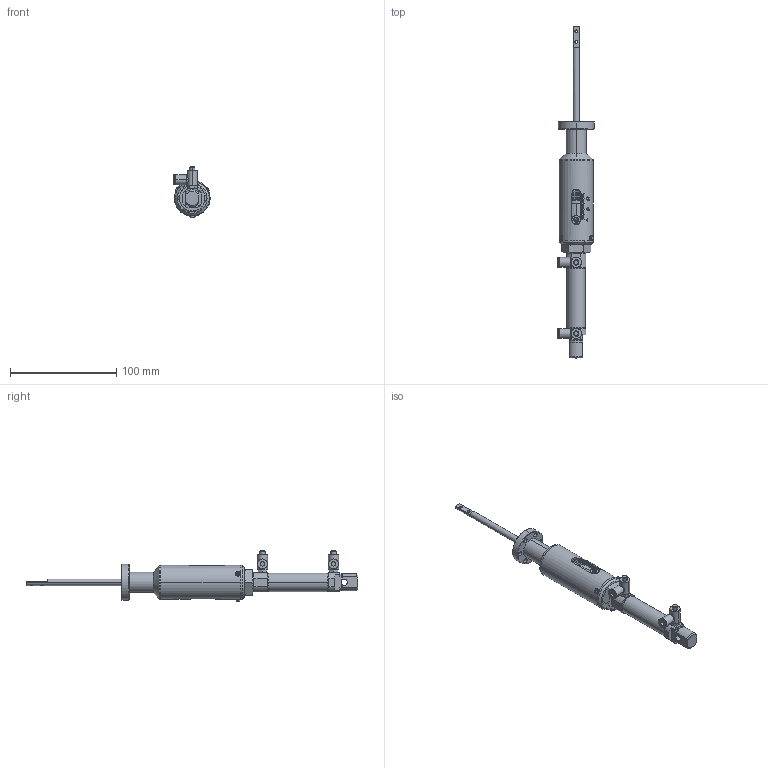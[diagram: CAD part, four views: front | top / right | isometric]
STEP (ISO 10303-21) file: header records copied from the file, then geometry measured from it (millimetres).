
FILE_DESCRIPTION (( 'STEP AP214' ), '1' );
FILE_NAME ('612-LD25-PM-C16-04.STEP', '2020-01-27T12:31:29', ( '' ), ( '' ), 'SwSTEP 2.0', 'SolidWorks 2017', '' );
FILE_SCHEMA (( 'AUTOMOTIVE_DESIGN' ));
Length unit declared in the file: millimetre
Products named in the file (20): 9612-PM-ANS-M5-REGEL; 9453-EWB-14-26_expand.; ISO 1207 - M2 x 5 --- 5C_ISO 1207 - M2 x 5 --- 5C; 9453-EWB-14-26-X_9453-EWB-14-26-25; 906-XFM-X-X_906-XFM-06-10; Zylinderschraube mit Innensechskant DIN 912_DIN 912 M2.5 x 8 --- 8N; 9612-LD-22; 9612-PM-CYL16-X-STD_Varia25; 9612-CLD-21-X_9612-CLD-21-25; Washer DIN 125 - A 2.2_Washer DIN 125 - A 2.2; 9612-LD-4D-X_9612-LD-9-25; Sechskantmutter ISO 4032_Hexagon Nut ISO 4032 - M6 - D - C; Hexagon Thin Nut ISO 4035 - M16 - N_Hexagon Thin Nut ISO 4035 - M16 - N; 9612-CLD-17; 9612-LD-PM-1A; 9612-CLD-20B_DN16 CF; 9612-LD-13-X_Version 25 mm ( 9612-LD-2-X); 612-PM-CYL16-X-STD_Varia25-standard; 612-LD25-PM-C16-04; 9612-CLD-8B
Assembly tree (65 placements, depth 4):
  612-LD25-PM-C16-04
    9612-CLD-21-X_9612-CLD-21-25
      9612-CLD-20B_DN16 CF
      9453-EWB-14-26-X_9453-EWB-14-26-25
        9453-EWB-14-26_expand.  x40
      9612-CLD-8B
    9612-LD-13-X_Version 25 mm ( 9612-LD-2-X)
    9612-LD-4D-X_9612-LD-9-25
    9612-LD-22
    9612-LD-PM-1A
    906-XFM-X-X_906-XFM-06-10
    612-PM-CYL16-X-STD_Varia25-standard
      9612-PM-CYL16-X-STD_Varia25
      Hexagon Thin Nut ISO 4035 - M16 - N_Hexagon Thin Nut ISO 4035 - M16 - N
      Sechskantmutter ISO 4032_Hexagon Nut ISO 4032 - M6 - D - C
    9612-PM-ANS-M5-REGEL  x2
    Washer DIN 125 - A 2.2_Washer DIN 125 - A 2.2  x3
    ISO 1207 - M2 x 5 --- 5C_ISO 1207 - M2 x 5 --- 5C  x3
    9612-CLD-17  x2
    Zylinderschraube mit Innensechskant DIN 912_DIN 912 M2.5 x 8 --- 8N  x2
Bounding box: 34.2 x 312.7 x 47.37 mm (x, y, z)
Volume: 83693.3 mm3; surface area: 79506.2 mm2
Topology: 63 solids, 63 shells, 1229 faces, 2777 edges, 1697 vertices
Faces by surface type: cylinder 450, plane 426, cone 251, bspline 76, torus 26
Entity records: 39374 total; most frequent: CARTESIAN_POINT 19764, DIRECTION 3798, ORIENTED_EDGE 3776, EDGE_CURVE 1888, AXIS2_PLACEMENT_3D 1477, VERTEX_POINT 1218, EDGE_LOOP 956, LINE 844
